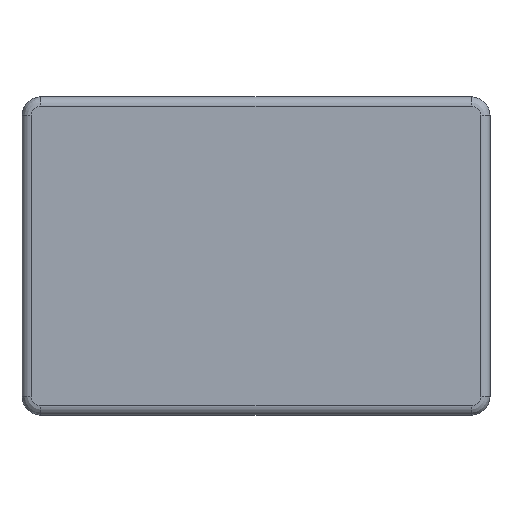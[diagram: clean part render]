
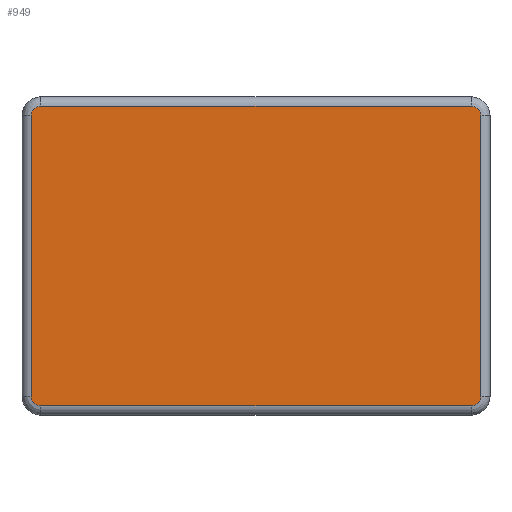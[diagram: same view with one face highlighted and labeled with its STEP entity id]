
A CAD part, front view. The second image highlights one B-rep face of the part: STEP entity #949.
In plain terms, the highlighted planar face has unit normal (0, -1, 0).
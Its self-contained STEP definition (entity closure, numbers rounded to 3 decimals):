
#42=PLANE('',#1079);
#102=FACE_OUTER_BOUND('',#163,.T.);
#163=EDGE_LOOP('',(#818,#819,#820,#821,#822,#823,#824,#825));
#224=LINE('',#1768,#288);
#226=LINE('',#1771,#290);
#230=LINE('',#1777,#294);
#232=LINE('',#1780,#296);
#288=VECTOR('',#1353,10.);
#290=VECTOR('',#1357,10.);
#294=VECTOR('',#1365,10.);
#296=VECTOR('',#1369,10.);
#341=CIRCLE('',#1038,0.05);
#345=CIRCLE('',#1042,0.05);
#349=CIRCLE('',#1046,0.05);
#357=CIRCLE('',#1054,0.05);
#419=VERTEX_POINT('',#1620);
#421=VERTEX_POINT('',#1624);
#423=VERTEX_POINT('',#1637);
#425=VERTEX_POINT('',#1641);
#427=VERTEX_POINT('',#1654);
#429=VERTEX_POINT('',#1658);
#435=VERTEX_POINT('',#1688);
#437=VERTEX_POINT('',#1692);
#533=EDGE_CURVE('',#421,#419,#341,.T.);
#537=EDGE_CURVE('',#425,#423,#345,.T.);
#541=EDGE_CURVE('',#429,#427,#349,.T.);
#549=EDGE_CURVE('',#437,#435,#357,.T.);
#576=EDGE_CURVE('',#427,#437,#224,.T.);
#578=EDGE_CURVE('',#435,#425,#226,.T.);
#582=EDGE_CURVE('',#419,#429,#230,.T.);
#584=EDGE_CURVE('',#423,#421,#232,.T.);
#818=ORIENTED_EDGE('',*,*,#549,.F.);
#819=ORIENTED_EDGE('',*,*,#576,.F.);
#820=ORIENTED_EDGE('',*,*,#541,.F.);
#821=ORIENTED_EDGE('',*,*,#582,.F.);
#822=ORIENTED_EDGE('',*,*,#533,.F.);
#823=ORIENTED_EDGE('',*,*,#584,.F.);
#824=ORIENTED_EDGE('',*,*,#537,.F.);
#825=ORIENTED_EDGE('',*,*,#578,.F.);
#949=ADVANCED_FACE('',(#102),#42,.T.);
#1038=AXIS2_PLACEMENT_3D('',#1626,#1265,#1266);
#1042=AXIS2_PLACEMENT_3D('',#1643,#1273,#1274);
#1046=AXIS2_PLACEMENT_3D('',#1660,#1281,#1282);
#1054=AXIS2_PLACEMENT_3D('',#1694,#1297,#1298);
#1079=AXIS2_PLACEMENT_3D('',#1782,#1371,#1372);
#1265=DIRECTION('center_axis',(0.,1.,0.));
#1266=DIRECTION('ref_axis',(-0.707,0.,0.707));
#1273=DIRECTION('center_axis',(0.,1.,0.));
#1274=DIRECTION('ref_axis',(-0.707,0.,-0.707));
#1281=DIRECTION('center_axis',(0.,1.,0.));
#1282=DIRECTION('ref_axis',(0.707,0.,0.707));
#1297=DIRECTION('center_axis',(0.,1.,0.));
#1298=DIRECTION('ref_axis',(0.707,0.,-0.707));
#1353=DIRECTION('',(0.,0.,-1.));
#1357=DIRECTION('',(-1.,0.,0.));
#1365=DIRECTION('',(1.,0.,0.));
#1369=DIRECTION('',(0.,0.,1.));
#1371=DIRECTION('center_axis',(0.,-1.,0.));
#1372=DIRECTION('ref_axis',(0.,0.,-1.));
#1620=CARTESIAN_POINT('',(-1.15,-1.6,1.65));
#1624=CARTESIAN_POINT('',(-1.2,-1.6,1.6));
#1626=CARTESIAN_POINT('Origin',(-1.15,-1.6,1.6));
#1637=CARTESIAN_POINT('',(-1.2,-1.6,0.1));
#1641=CARTESIAN_POINT('',(-1.15,-1.6,0.05));
#1643=CARTESIAN_POINT('Origin',(-1.15,-1.6,0.1));
#1654=CARTESIAN_POINT('',(1.2,-1.6,1.6));
#1658=CARTESIAN_POINT('',(1.15,-1.6,1.65));
#1660=CARTESIAN_POINT('Origin',(1.15,-1.6,1.6));
#1688=CARTESIAN_POINT('',(1.15,-1.6,0.05));
#1692=CARTESIAN_POINT('',(1.2,-1.6,0.1));
#1694=CARTESIAN_POINT('Origin',(1.15,-1.6,0.1));
#1768=CARTESIAN_POINT('',(1.2,-1.6,1.275));
#1771=CARTESIAN_POINT('',(0.625,-1.6,0.05));
#1777=CARTESIAN_POINT('',(-0.625,-1.6,1.65));
#1780=CARTESIAN_POINT('',(-1.2,-1.6,0.425));
#1782=CARTESIAN_POINT('Origin',(0.,-1.6,0.85));
